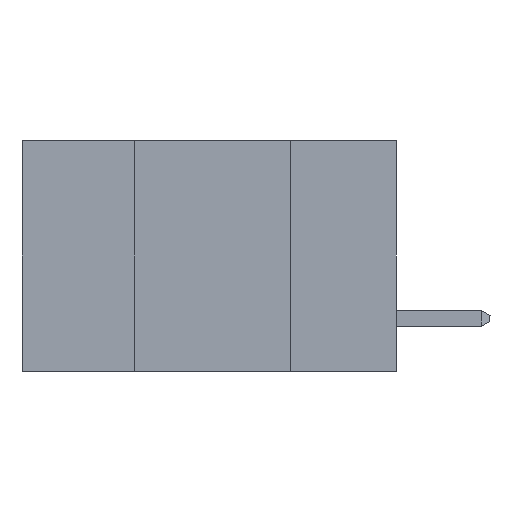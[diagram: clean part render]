
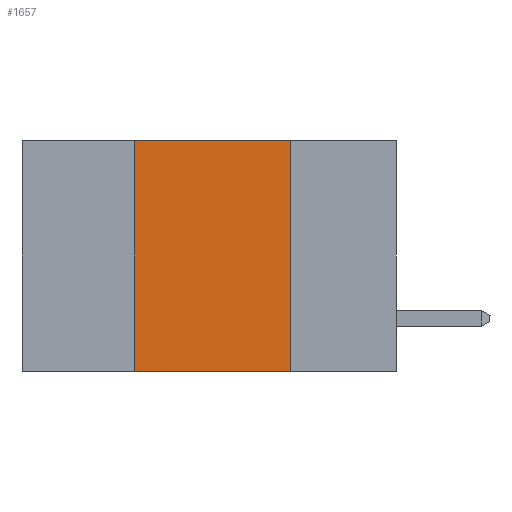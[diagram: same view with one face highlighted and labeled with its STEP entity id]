
A CAD part, left-side view. The second image highlights one B-rep face of the part: STEP entity #1657.
In plain terms, the highlighted planar face has unit normal (-1, 0, 0).
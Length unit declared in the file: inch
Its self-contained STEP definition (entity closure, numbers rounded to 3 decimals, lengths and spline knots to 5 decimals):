
#499 = DIRECTION ( 'NONE',  ( 0., 0., 1. ) ) ;
#714 = DIRECTION ( 'NONE',  ( 0., 0., -1. ) ) ;
#1234 = EDGE_CURVE ( 'NONE', #4934, #4659, #10261, .T. ) ;
#1420 = CARTESIAN_POINT ( 'NONE',  ( 0., 0.17, -0.37 ) ) ;
#1657 = ADVANCED_FACE ( 'NONE', ( #7302 ), #2009, .F. ) ;
#1885 = CARTESIAN_POINT ( 'NONE',  ( 0., 0.6, 0. ) ) ;
#2009 = PLANE ( 'NONE',  #9280 ) ;
#2172 = EDGE_CURVE ( 'NONE', #4659, #7075, #3808, .T. ) ;
#2620 = CARTESIAN_POINT ( 'NONE',  ( 0., 0.42, 0. ) ) ;
#3063 = CARTESIAN_POINT ( 'NONE',  ( 0., 0.42, -0.37 ) ) ;
#3808 = LINE ( 'NONE', #7400, #4923 ) ;
#3838 = ORIENTED_EDGE ( 'NONE', *, *, #4389, .T. ) ;
#3937 = CARTESIAN_POINT ( 'NONE',  ( 0., 0.17, 0. ) ) ;
#4286 = LINE ( 'NONE', #1420, #6308 ) ;
#4389 = EDGE_CURVE ( 'NONE', #4934, #7057, #7562, .T. ) ;
#4659 = VERTEX_POINT ( 'NONE', #2620 ) ;
#4703 = CARTESIAN_POINT ( 'NONE',  ( 0., 0.17, -0.37 ) ) ;
#4923 = VECTOR ( 'NONE', #10995, 39.37008 ) ;
#4934 = VERTEX_POINT ( 'NONE', #6609 ) ;
#5580 = DIRECTION ( 'NONE',  ( 0., 0., -1. ) ) ;
#5796 = CARTESIAN_POINT ( 'NONE',  ( 0., 0.6, -0.37 ) ) ;
#6308 = VECTOR ( 'NONE', #714, 39.37008 ) ;
#6609 = CARTESIAN_POINT ( 'NONE',  ( 0., 0.42, -0.37 ) ) ;
#7057 = VERTEX_POINT ( 'NONE', #4703 ) ;
#7075 = VERTEX_POINT ( 'NONE', #3937 ) ;
#7202 = EDGE_CURVE ( 'NONE', #7075, #7057, #4286, .T. ) ;
#7302 = FACE_OUTER_BOUND ( 'NONE', #7769, .T. ) ;
#7368 = VECTOR ( 'NONE', #499, 39.37008 ) ;
#7400 = CARTESIAN_POINT ( 'NONE',  ( 0., 0.6, 0. ) ) ;
#7562 = LINE ( 'NONE', #5796, #11549 ) ;
#7769 = EDGE_LOOP ( 'NONE', ( #11099, #11264, #7860, #3838 ) ) ;
#7860 = ORIENTED_EDGE ( 'NONE', *, *, #1234, .F. ) ;
#8308 = DIRECTION ( 'NONE',  ( 1., 0., 0. ) ) ;
#9280 = AXIS2_PLACEMENT_3D ( 'NONE', #1885, #8308, #5580 ) ;
#9298 = DIRECTION ( 'NONE',  ( 0., -1., 0. ) ) ;
#10261 = LINE ( 'NONE', #3063, #7368 ) ;
#10995 = DIRECTION ( 'NONE',  ( 0., -1., 0. ) ) ;
#11099 = ORIENTED_EDGE ( 'NONE', *, *, #7202, .F. ) ;
#11264 = ORIENTED_EDGE ( 'NONE', *, *, #2172, .F. ) ;
#11549 = VECTOR ( 'NONE', #9298, 39.37008 ) ;
